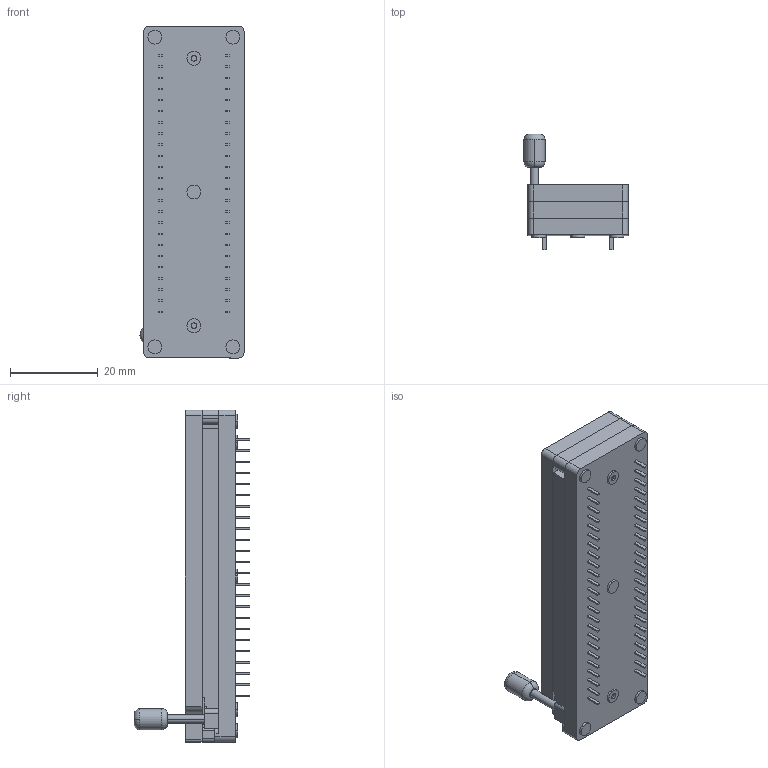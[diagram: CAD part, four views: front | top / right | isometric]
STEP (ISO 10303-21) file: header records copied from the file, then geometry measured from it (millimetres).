
FILE_DESCRIPTION (( 'STEP AP214' ), '1' );
FILE_NAME ('248-1282-00-0602J.STEP', '2021-07-02T21:34:54', ( '' ), ( '' ), 'SwSTEP 2.0', 'SolidWorks 2017', '' );
FILE_SCHEMA (( 'AUTOMOTIVE_DESIGN' ));
Length unit declared in the file: inch
Products named in the file (1): 248-1282-00-0602J
Bounding box: 23.75 x 26.42 x 75.69 mm (x, y, z)
Volume: 19075.7 mm3; surface area: 13616.7 mm2
Topology: 57 solids, 57 shells, 682 faces, 1639 edges, 1088 vertices
Faces by surface type: plane 614, cylinder 58, torus 6, cone 4
Entity records: 23905 total; most frequent: CARTESIAN_POINT 3410, ORIENTED_EDGE 3278, DIRECTION 3139, EDGE_CURVE 1639, LINE 1505, VECTOR 1505, VERTEX_POINT 1088, AXIS2_PLACEMENT_3D 817
